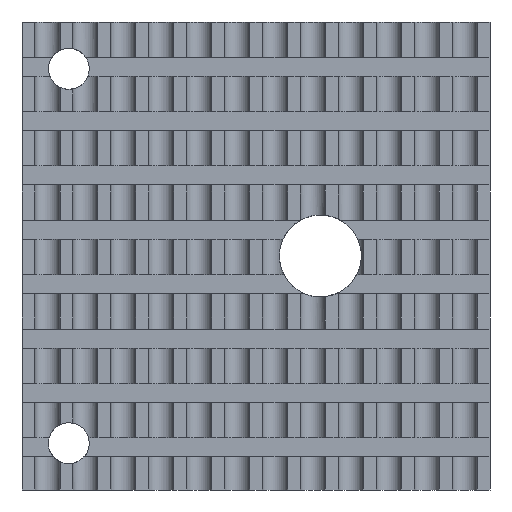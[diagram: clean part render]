
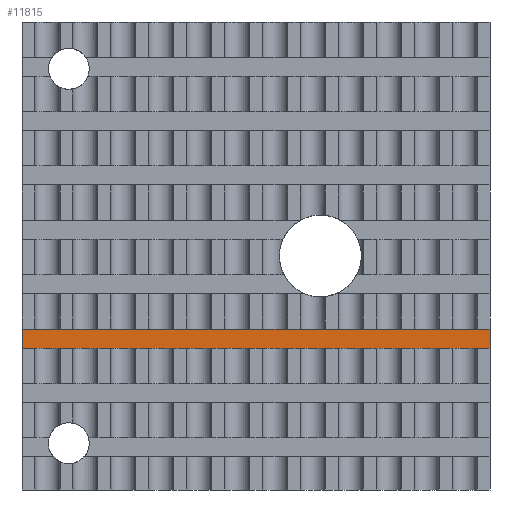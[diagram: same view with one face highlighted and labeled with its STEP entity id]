
A CAD part, left-side view. The second image highlights one B-rep face of the part: STEP entity #11815.
In plain terms, the highlighted planar face has unit normal (-1, 0, 0).
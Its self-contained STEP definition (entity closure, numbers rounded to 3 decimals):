
#115=PLANE('',#12657);
#681=FACE_OUTER_BOUND('',#1345,.T.);
#1345=EDGE_LOOP('',(#8727,#8728,#8729,#8730,#8731,#8732,#8733,#8734,#8735,
#8736,#8737,#8738,#8739,#8740,#8741,#8742,#8743,#8744,#8745,#8746,#8747,
#8748,#8749,#8750,#8751,#8752,#8753,#8754));
#2651=LINE('',#18054,#4021);
#2655=LINE('',#18066,#4025);
#2659=LINE('',#18078,#4029);
#2663=LINE('',#18090,#4033);
#2667=LINE('',#18102,#4037);
#2671=LINE('',#18114,#4041);
#2675=LINE('',#18126,#4045);
#2679=LINE('',#18138,#4049);
#2683=LINE('',#18150,#4053);
#2687=LINE('',#18162,#4057);
#2691=LINE('',#18174,#4061);
#2695=LINE('',#18186,#4065);
#2696=LINE('',#18192,#4066);
#2700=LINE('',#18202,#4070);
#2704=LINE('',#18214,#4074);
#2708=LINE('',#18226,#4078);
#2712=LINE('',#18235,#4082);
#2714=LINE('',#18243,#4084);
#2718=LINE('',#18253,#4088);
#2722=LINE('',#18265,#4092);
#2726=LINE('',#18277,#4096);
#2730=LINE('',#18289,#4100);
#2734=LINE('',#18301,#4104);
#2738=LINE('',#18313,#4108);
#2745=LINE('',#18329,#4115);
#2746=LINE('',#18333,#4116);
#2747=LINE('',#18334,#4117);
#2748=LINE('',#18335,#4118);
#4021=VECTOR('',#14210,2.171);
#4025=VECTOR('',#14220,3.241);
#4029=VECTOR('',#14230,3.241);
#4033=VECTOR('',#14240,3.241);
#4037=VECTOR('',#14250,3.241);
#4041=VECTOR('',#14260,3.241);
#4045=VECTOR('',#14270,3.241);
#4049=VECTOR('',#14280,3.241);
#4053=VECTOR('',#14290,3.241);
#4057=VECTOR('',#14300,3.241);
#4061=VECTOR('',#14310,3.241);
#4065=VECTOR('',#14320,3.241);
#4066=VECTOR('',#14325,2.171);
#4070=VECTOR('',#14333,3.241);
#4074=VECTOR('',#14343,3.241);
#4078=VECTOR('',#14353,3.241);
#4082=VECTOR('',#14361,3.241);
#4084=VECTOR('',#14369,3.241);
#4088=VECTOR('',#14377,3.241);
#4092=VECTOR('',#14387,3.241);
#4096=VECTOR('',#14397,3.241);
#4100=VECTOR('',#14407,3.241);
#4104=VECTOR('',#14417,3.241);
#4108=VECTOR('',#14427,3.241);
#4115=VECTOR('',#14438,2.178);
#4116=VECTOR('',#14443,1.625);
#4117=VECTOR('',#14444,2.178);
#4118=VECTOR('',#14445,1.625);
#5105=VERTEX_POINT('',#17106);
#5456=VERTEX_POINT('',#18046);
#5459=VERTEX_POINT('',#18052);
#5461=VERTEX_POINT('',#18057);
#5466=VERTEX_POINT('',#18069);
#5471=VERTEX_POINT('',#18081);
#5476=VERTEX_POINT('',#18093);
#5481=VERTEX_POINT('',#18105);
#5486=VERTEX_POINT('',#18117);
#5491=VERTEX_POINT('',#18129);
#5496=VERTEX_POINT('',#18141);
#5501=VERTEX_POINT('',#18153);
#5506=VERTEX_POINT('',#18165);
#5511=VERTEX_POINT('',#18177);
#5515=VERTEX_POINT('',#18188);
#5517=VERTEX_POINT('',#18191);
#5520=VERTEX_POINT('',#18199);
#5525=VERTEX_POINT('',#18211);
#5530=VERTEX_POINT('',#18223);
#5536=VERTEX_POINT('',#18240);
#5540=VERTEX_POINT('',#18250);
#5545=VERTEX_POINT('',#18262);
#5550=VERTEX_POINT('',#18274);
#5555=VERTEX_POINT('',#18286);
#5560=VERTEX_POINT('',#18298);
#5565=VERTEX_POINT('',#18310);
#5573=VERTEX_POINT('',#18327);
#5574=VERTEX_POINT('',#18332);
#6677=EDGE_CURVE('',#5456,#5459,#2651,.T.);
#6683=EDGE_CURVE('',#5461,#5456,#2655,.T.);
#6689=EDGE_CURVE('',#5466,#5461,#2659,.T.);
#6695=EDGE_CURVE('',#5471,#5466,#2663,.T.);
#6701=EDGE_CURVE('',#5476,#5471,#2667,.T.);
#6707=EDGE_CURVE('',#5481,#5476,#2671,.T.);
#6713=EDGE_CURVE('',#5486,#5481,#2675,.T.);
#6719=EDGE_CURVE('',#5491,#5486,#2679,.T.);
#6725=EDGE_CURVE('',#5496,#5491,#2683,.T.);
#6731=EDGE_CURVE('',#5501,#5496,#2687,.T.);
#6737=EDGE_CURVE('',#5506,#5501,#2691,.T.);
#6743=EDGE_CURVE('',#5511,#5506,#2695,.T.);
#6745=EDGE_CURVE('',#5515,#5517,#2696,.T.);
#6750=EDGE_CURVE('',#5520,#5515,#2700,.T.);
#6756=EDGE_CURVE('',#5525,#5520,#2704,.T.);
#6762=EDGE_CURVE('',#5530,#5525,#2708,.T.);
#6767=EDGE_CURVE('',#5105,#5530,#2712,.T.);
#6771=EDGE_CURVE('',#5536,#5105,#2714,.T.);
#6776=EDGE_CURVE('',#5540,#5536,#2718,.T.);
#6782=EDGE_CURVE('',#5545,#5540,#2722,.T.);
#6788=EDGE_CURVE('',#5550,#5545,#2726,.T.);
#6794=EDGE_CURVE('',#5555,#5550,#2730,.T.);
#6800=EDGE_CURVE('',#5560,#5555,#2734,.T.);
#6806=EDGE_CURVE('',#5565,#5560,#2738,.T.);
#6814=EDGE_CURVE('',#5573,#5565,#2745,.T.);
#6816=EDGE_CURVE('',#5574,#5573,#2746,.T.);
#6817=EDGE_CURVE('',#5574,#5511,#2747,.T.);
#6818=EDGE_CURVE('',#5517,#5459,#2748,.T.);
#8727=ORIENTED_EDGE('',*,*,#6814,.F.);
#8728=ORIENTED_EDGE('',*,*,#6816,.F.);
#8729=ORIENTED_EDGE('',*,*,#6817,.T.);
#8730=ORIENTED_EDGE('',*,*,#6743,.T.);
#8731=ORIENTED_EDGE('',*,*,#6737,.T.);
#8732=ORIENTED_EDGE('',*,*,#6731,.T.);
#8733=ORIENTED_EDGE('',*,*,#6725,.T.);
#8734=ORIENTED_EDGE('',*,*,#6719,.T.);
#8735=ORIENTED_EDGE('',*,*,#6713,.T.);
#8736=ORIENTED_EDGE('',*,*,#6707,.T.);
#8737=ORIENTED_EDGE('',*,*,#6701,.T.);
#8738=ORIENTED_EDGE('',*,*,#6695,.T.);
#8739=ORIENTED_EDGE('',*,*,#6689,.T.);
#8740=ORIENTED_EDGE('',*,*,#6683,.T.);
#8741=ORIENTED_EDGE('',*,*,#6677,.T.);
#8742=ORIENTED_EDGE('',*,*,#6818,.F.);
#8743=ORIENTED_EDGE('',*,*,#6745,.F.);
#8744=ORIENTED_EDGE('',*,*,#6750,.F.);
#8745=ORIENTED_EDGE('',*,*,#6756,.F.);
#8746=ORIENTED_EDGE('',*,*,#6762,.F.);
#8747=ORIENTED_EDGE('',*,*,#6767,.F.);
#8748=ORIENTED_EDGE('',*,*,#6771,.F.);
#8749=ORIENTED_EDGE('',*,*,#6776,.F.);
#8750=ORIENTED_EDGE('',*,*,#6782,.F.);
#8751=ORIENTED_EDGE('',*,*,#6788,.F.);
#8752=ORIENTED_EDGE('',*,*,#6794,.F.);
#8753=ORIENTED_EDGE('',*,*,#6800,.F.);
#8754=ORIENTED_EDGE('',*,*,#6806,.F.);
#11815=ADVANCED_FACE('',(#681),#115,.F.);
#12657=AXIS2_PLACEMENT_3D('',#18331,#14441,#14442);
#14210=DIRECTION('',(0.,-1.,0.));
#14220=DIRECTION('',(0.,-1.,0.));
#14230=DIRECTION('',(0.,-1.,0.));
#14240=DIRECTION('',(0.,-1.,0.));
#14250=DIRECTION('',(0.,-1.,0.));
#14260=DIRECTION('',(0.,-1.,0.));
#14270=DIRECTION('',(0.,-1.,0.));
#14280=DIRECTION('',(0.,-1.,0.));
#14290=DIRECTION('',(0.,-1.,0.));
#14300=DIRECTION('',(0.,-1.,0.));
#14310=DIRECTION('',(0.,-1.,0.));
#14320=DIRECTION('',(0.,-1.,0.));
#14325=DIRECTION('',(0.,-1.,0.));
#14333=DIRECTION('',(0.,-1.,0.));
#14343=DIRECTION('',(0.,-1.,0.));
#14353=DIRECTION('',(0.,-1.,0.));
#14361=DIRECTION('',(0.,-1.,0.));
#14369=DIRECTION('',(0.,-1.,0.));
#14377=DIRECTION('',(0.,-1.,0.));
#14387=DIRECTION('',(0.,-1.,0.));
#14397=DIRECTION('',(0.,-1.,0.));
#14407=DIRECTION('',(0.,-1.,0.));
#14417=DIRECTION('',(0.,-1.,0.));
#14427=DIRECTION('',(0.,-1.,0.));
#14438=DIRECTION('',(0.,-1.,0.));
#14441=DIRECTION('center_axis',(1.,0.,0.));
#14442=DIRECTION('ref_axis',(0.,0.,-1.));
#14443=DIRECTION('',(0.,0.,1.));
#14444=DIRECTION('',(0.,-1.,0.));
#14445=DIRECTION('',(0.,0.,-1.));
#17106=CARTESIAN_POINT('',(-2.3,-4.866,-6.25));
#18046=CARTESIAN_POINT('',(-2.3,-17.83,-7.875));
#18052=CARTESIAN_POINT('',(-2.3,-20.,-7.875));
#18054=CARTESIAN_POINT('',(-2.3,20.,-7.875));
#18057=CARTESIAN_POINT('',(-2.3,-14.589,-7.875));
#18066=CARTESIAN_POINT('',(-2.3,20.,-7.875));
#18069=CARTESIAN_POINT('',(-2.3,-11.348,-7.875));
#18078=CARTESIAN_POINT('',(-2.3,20.,-7.875));
#18081=CARTESIAN_POINT('',(-2.3,-8.107,-7.875));
#18090=CARTESIAN_POINT('',(-2.3,20.,-7.875));
#18093=CARTESIAN_POINT('',(-2.3,-4.866,-7.875));
#18102=CARTESIAN_POINT('',(-2.3,20.,-7.875));
#18105=CARTESIAN_POINT('',(-2.3,-1.625,-7.875));
#18114=CARTESIAN_POINT('',(-2.3,20.,-7.875));
#18117=CARTESIAN_POINT('',(-2.3,1.617,-7.875));
#18126=CARTESIAN_POINT('',(-2.3,20.,-7.875));
#18129=CARTESIAN_POINT('',(-2.3,4.858,-7.875));
#18138=CARTESIAN_POINT('',(-2.3,20.,-7.875));
#18141=CARTESIAN_POINT('',(-2.3,8.099,-7.875));
#18150=CARTESIAN_POINT('',(-2.3,20.,-7.875));
#18153=CARTESIAN_POINT('',(-2.3,11.34,-7.875));
#18162=CARTESIAN_POINT('',(-2.3,20.,-7.875));
#18165=CARTESIAN_POINT('',(-2.3,14.581,-7.875));
#18174=CARTESIAN_POINT('',(-2.3,20.,-7.875));
#18177=CARTESIAN_POINT('',(-2.3,17.822,-7.875));
#18186=CARTESIAN_POINT('',(-2.3,20.,-7.875));
#18188=CARTESIAN_POINT('',(-2.3,-17.83,-6.25));
#18191=CARTESIAN_POINT('',(-2.3,-20.,-6.25));
#18192=CARTESIAN_POINT('',(-2.3,20.,-6.25));
#18199=CARTESIAN_POINT('',(-2.3,-14.589,-6.25));
#18202=CARTESIAN_POINT('',(-2.3,20.,-6.25));
#18211=CARTESIAN_POINT('',(-2.3,-11.348,-6.25));
#18214=CARTESIAN_POINT('',(-2.3,20.,-6.25));
#18223=CARTESIAN_POINT('',(-2.3,-8.107,-6.25));
#18226=CARTESIAN_POINT('',(-2.3,20.,-6.25));
#18235=CARTESIAN_POINT('',(-2.3,20.,-6.25));
#18240=CARTESIAN_POINT('',(-2.3,-1.625,-6.25));
#18243=CARTESIAN_POINT('',(-2.3,20.,-6.25));
#18250=CARTESIAN_POINT('',(-2.3,1.617,-6.25));
#18253=CARTESIAN_POINT('',(-2.3,20.,-6.25));
#18262=CARTESIAN_POINT('',(-2.3,4.858,-6.25));
#18265=CARTESIAN_POINT('',(-2.3,20.,-6.25));
#18274=CARTESIAN_POINT('',(-2.3,8.099,-6.25));
#18277=CARTESIAN_POINT('',(-2.3,20.,-6.25));
#18286=CARTESIAN_POINT('',(-2.3,11.34,-6.25));
#18289=CARTESIAN_POINT('',(-2.3,20.,-6.25));
#18298=CARTESIAN_POINT('',(-2.3,14.581,-6.25));
#18301=CARTESIAN_POINT('',(-2.3,20.,-6.25));
#18310=CARTESIAN_POINT('',(-2.3,17.822,-6.25));
#18313=CARTESIAN_POINT('',(-2.3,20.,-6.25));
#18327=CARTESIAN_POINT('',(-2.3,20.,-6.25));
#18329=CARTESIAN_POINT('',(-2.3,20.,-6.25));
#18331=CARTESIAN_POINT('Origin',(-2.3,20.,-6.25));
#18332=CARTESIAN_POINT('',(-2.3,20.,-7.875));
#18333=CARTESIAN_POINT('',(-2.3,20.,-3.125));
#18334=CARTESIAN_POINT('',(-2.3,20.,-7.875));
#18335=CARTESIAN_POINT('',(-2.3,-20.,-3.125));
